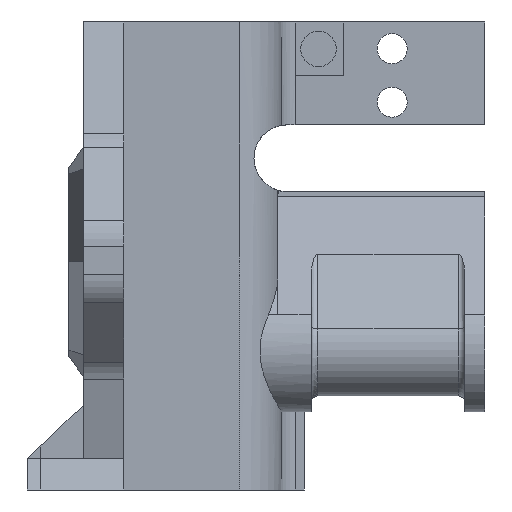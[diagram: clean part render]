
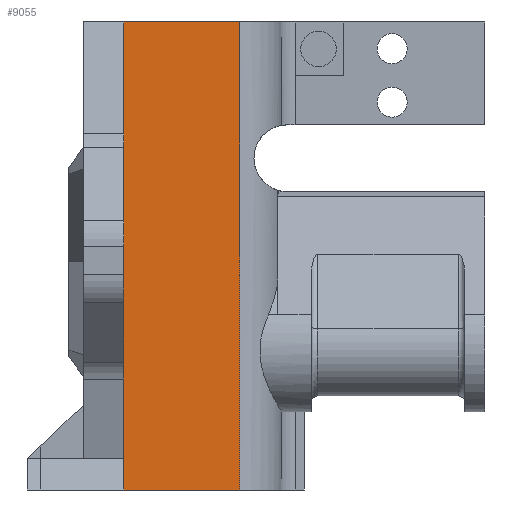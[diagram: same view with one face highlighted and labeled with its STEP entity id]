
A CAD part, front view. The second image highlights one B-rep face of the part: STEP entity #9055.
In plain terms, the highlighted planar face has unit normal (0, -1, 0).
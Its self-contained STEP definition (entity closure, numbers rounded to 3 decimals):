
#843 = PLANE('',#844);
#844 = AXIS2_PLACEMENT_3D('',#845,#846,#847);
#845 = CARTESIAN_POINT('',(-91.011,12.868,72.392));
#846 = DIRECTION('',(-0.,-0.,-1.));
#847 = DIRECTION('',(-1.,0.,0.));
#899 = PLANE('',#900);
#900 = AXIS2_PLACEMENT_3D('',#901,#902,#903);
#901 = CARTESIAN_POINT('',(-91.011,12.868,2.392));
#902 = DIRECTION('',(-0.,-0.,-1.));
#903 = DIRECTION('',(-1.,0.,0.));
#3018 = VERTEX_POINT('',#3019);
#3019 = CARTESIAN_POINT('',(-85.768,17.711,2.392));
#3038 = CYLINDRICAL_SURFACE('',#3039,13.397);
#3039 = AXIS2_PLACEMENT_3D('',#3040,#3041,#3042);
#3040 = CARTESIAN_POINT('',(-92.986,28.997,2.392));
#3041 = DIRECTION('',(-0.,-0.,-1.));
#3042 = DIRECTION('',(1.,0.,0.));
#3050 = EDGE_CURVE('',#3018,#3051,#3053,.T.);
#3051 = VERTEX_POINT('',#3052);
#3052 = CARTESIAN_POINT('',(-103.099,17.711,2.392));
#3053 = SURFACE_CURVE('',#3054,(#3058,#3064),.PCURVE_S1.);
#3054 = LINE('',#3055,#3056);
#3055 = CARTESIAN_POINT('',(-97.055,17.711,2.392));
#3056 = VECTOR('',#3057,1.);
#3057 = DIRECTION('',(-1.,0.,0.));
#3058 = PCURVE('',#899,#3059);
#3059 = DEFINITIONAL_REPRESENTATION('',(#3060),#3063);
#3060 = B_SPLINE_CURVE_WITH_KNOTS('',1,(#3061,#3062),.UNSPECIFIED.,.F.,
  .F.,(2,2),(-23.879,8.764),.PIECEWISE_BEZIER_KNOTS.);
#3061 = CARTESIAN_POINT('',(-17.835,4.843));
#3062 = CARTESIAN_POINT('',(14.808,4.843));
#3063 = ( GEOMETRIC_REPRESENTATION_CONTEXT(2) 
PARAMETRIC_REPRESENTATION_CONTEXT() REPRESENTATION_CONTEXT('2D SPACE',''
  ) );
#3064 = PCURVE('',#3065,#3070);
#3065 = PLANE('',#3066);
#3066 = AXIS2_PLACEMENT_3D('',#3067,#3068,#3069);
#3067 = CARTESIAN_POINT('',(-103.099,17.711,72.392));
#3068 = DIRECTION('',(0.,-1.,0.));
#3069 = DIRECTION('',(1.,0.,0.));
#3070 = DEFINITIONAL_REPRESENTATION('',(#3071),#3074);
#3071 = B_SPLINE_CURVE_WITH_KNOTS('',1,(#3072,#3073),.UNSPECIFIED.,.F.,
  .F.,(2,2),(-23.879,8.764),.PIECEWISE_BEZIER_KNOTS.);
#3072 = CARTESIAN_POINT('',(29.923,-70.));
#3073 = CARTESIAN_POINT('',(-2.72,-70.));
#3074 = ( GEOMETRIC_REPRESENTATION_CONTEXT(2) 
PARAMETRIC_REPRESENTATION_CONTEXT() REPRESENTATION_CONTEXT('2D SPACE',''
  ) );
#3091 = PLANE('',#3092);
#3092 = AXIS2_PLACEMENT_3D('',#3093,#3094,#3095);
#3093 = CARTESIAN_POINT('',(-103.099,0.73,72.392));
#3094 = DIRECTION('',(1.,0.,0.));
#3095 = DIRECTION('',(0.,1.,0.));
#3627 = VERTEX_POINT('',#3628);
#3628 = CARTESIAN_POINT('',(-85.768,17.711,72.392));
#3654 = EDGE_CURVE('',#3655,#3627,#3657,.T.);
#3655 = VERTEX_POINT('',#3656);
#3656 = CARTESIAN_POINT('',(-103.099,17.711,72.392));
#3657 = SURFACE_CURVE('',#3658,(#3662,#3669),.PCURVE_S1.);
#3658 = LINE('',#3659,#3660);
#3659 = CARTESIAN_POINT('',(-103.099,17.711,72.392));
#3660 = VECTOR('',#3661,1.);
#3661 = DIRECTION('',(1.,0.,0.));
#3662 = PCURVE('',#843,#3663);
#3663 = DEFINITIONAL_REPRESENTATION('',(#3664),#3668);
#3664 = LINE('',#3665,#3666);
#3665 = CARTESIAN_POINT('',(12.088,4.843));
#3666 = VECTOR('',#3667,1.);
#3667 = DIRECTION('',(-1.,0.));
#3668 = ( GEOMETRIC_REPRESENTATION_CONTEXT(2) 
PARAMETRIC_REPRESENTATION_CONTEXT() REPRESENTATION_CONTEXT('2D SPACE',''
  ) );
#3669 = PCURVE('',#3065,#3670);
#3670 = DEFINITIONAL_REPRESENTATION('',(#3671),#3675);
#3671 = LINE('',#3672,#3673);
#3672 = CARTESIAN_POINT('',(0.,0.));
#3673 = VECTOR('',#3674,1.);
#3674 = DIRECTION('',(1.,0.));
#3675 = ( GEOMETRIC_REPRESENTATION_CONTEXT(2) 
PARAMETRIC_REPRESENTATION_CONTEXT() REPRESENTATION_CONTEXT('2D SPACE',''
  ) );
#3693 = PLANE('',#3694);
#3694 = AXIS2_PLACEMENT_3D('',#3695,#3696,#3697);
#3695 = CARTESIAN_POINT('',(-103.099,0.73,72.392));
#3696 = DIRECTION('',(1.,0.,0.));
#3697 = DIRECTION('',(0.,1.,0.));
#9009 = EDGE_CURVE('',#9010,#3051,#9012,.T.);
#9010 = VERTEX_POINT('',#9011);
#9011 = CARTESIAN_POINT('',(-103.099,17.711,10.241));
#9012 = SURFACE_CURVE('',#9013,(#9017,#9024),.PCURVE_S1.);
#9013 = LINE('',#9014,#9015);
#9014 = CARTESIAN_POINT('',(-103.099,17.711,72.392));
#9015 = VECTOR('',#9016,1.);
#9016 = DIRECTION('',(-0.,-0.,-1.));
#9017 = PCURVE('',#3091,#9018);
#9018 = DEFINITIONAL_REPRESENTATION('',(#9019),#9023);
#9019 = LINE('',#9020,#9021);
#9020 = CARTESIAN_POINT('',(16.981,0.));
#9021 = VECTOR('',#9022,1.);
#9022 = DIRECTION('',(0.,-1.));
#9023 = ( GEOMETRIC_REPRESENTATION_CONTEXT(2) 
PARAMETRIC_REPRESENTATION_CONTEXT() REPRESENTATION_CONTEXT('2D SPACE',''
  ) );
#9024 = PCURVE('',#3065,#9025);
#9025 = DEFINITIONAL_REPRESENTATION('',(#9026),#9030);
#9026 = LINE('',#9027,#9028);
#9027 = CARTESIAN_POINT('',(0.,0.));
#9028 = VECTOR('',#9029,1.);
#9029 = DIRECTION('',(0.,-1.));
#9030 = ( GEOMETRIC_REPRESENTATION_CONTEXT(2) 
PARAMETRIC_REPRESENTATION_CONTEXT() REPRESENTATION_CONTEXT('2D SPACE',''
  ) );
#9055 = ADVANCED_FACE('',(#9056),#3065,.T.);
#9056 = FACE_BOUND('',#9057,.T.);
#9057 = EDGE_LOOP('',(#9058,#9059,#9082,#9110,#9138,#9164,#9165,#9166));
#9058 = ORIENTED_EDGE('',*,*,#3654,.F.);
#9059 = ORIENTED_EDGE('',*,*,#9060,.T.);
#9060 = EDGE_CURVE('',#3655,#9061,#9063,.T.);
#9061 = VERTEX_POINT('',#9062);
#9062 = CARTESIAN_POINT('',(-103.099,17.711,62.72));
#9063 = SURFACE_CURVE('',#9064,(#9068,#9075),.PCURVE_S1.);
#9064 = LINE('',#9065,#9066);
#9065 = CARTESIAN_POINT('',(-103.099,17.711,72.392));
#9066 = VECTOR('',#9067,1.);
#9067 = DIRECTION('',(-0.,-0.,-1.));
#9068 = PCURVE('',#3065,#9069);
#9069 = DEFINITIONAL_REPRESENTATION('',(#9070),#9074);
#9070 = LINE('',#9071,#9072);
#9071 = CARTESIAN_POINT('',(0.,0.));
#9072 = VECTOR('',#9073,1.);
#9073 = DIRECTION('',(0.,-1.));
#9074 = ( GEOMETRIC_REPRESENTATION_CONTEXT(2) 
PARAMETRIC_REPRESENTATION_CONTEXT() REPRESENTATION_CONTEXT('2D SPACE',''
  ) );
#9075 = PCURVE('',#3693,#9076);
#9076 = DEFINITIONAL_REPRESENTATION('',(#9077),#9081);
#9077 = LINE('',#9078,#9079);
#9078 = CARTESIAN_POINT('',(16.981,0.));
#9079 = VECTOR('',#9080,1.);
#9080 = DIRECTION('',(0.,-1.));
#9081 = ( GEOMETRIC_REPRESENTATION_CONTEXT(2) 
PARAMETRIC_REPRESENTATION_CONTEXT() REPRESENTATION_CONTEXT('2D SPACE',''
  ) );
#9082 = ORIENTED_EDGE('',*,*,#9083,.T.);
#9083 = EDGE_CURVE('',#9061,#9084,#9086,.T.);
#9084 = VERTEX_POINT('',#9085);
#9085 = CARTESIAN_POINT('',(-103.099,17.711,60.207));
#9086 = SURFACE_CURVE('',#9087,(#9091,#9098),.PCURVE_S1.);
#9087 = LINE('',#9088,#9089);
#9088 = CARTESIAN_POINT('',(-103.099,17.711,72.392));
#9089 = VECTOR('',#9090,1.);
#9090 = DIRECTION('',(-0.,-0.,-1.));
#9091 = PCURVE('',#3065,#9092);
#9092 = DEFINITIONAL_REPRESENTATION('',(#9093),#9097);
#9093 = LINE('',#9094,#9095);
#9094 = CARTESIAN_POINT('',(0.,0.));
#9095 = VECTOR('',#9096,1.);
#9096 = DIRECTION('',(0.,-1.));
#9097 = ( GEOMETRIC_REPRESENTATION_CONTEXT(2) 
PARAMETRIC_REPRESENTATION_CONTEXT() REPRESENTATION_CONTEXT('2D SPACE',''
  ) );
#9098 = PCURVE('',#9099,#9104);
#9099 = PLANE('',#9100);
#9100 = AXIS2_PLACEMENT_3D('',#9101,#9102,#9103);
#9101 = CARTESIAN_POINT('',(-103.099,12.357,61.464));
#9102 = DIRECTION('',(1.,0.,0.));
#9103 = DIRECTION('',(0.,0.,1.));
#9104 = DEFINITIONAL_REPRESENTATION('',(#9105),#9109);
#9105 = LINE('',#9106,#9107);
#9106 = CARTESIAN_POINT('',(10.929,-5.354));
#9107 = VECTOR('',#9108,1.);
#9108 = DIRECTION('',(-1.,0.));
#9109 = ( GEOMETRIC_REPRESENTATION_CONTEXT(2) 
PARAMETRIC_REPRESENTATION_CONTEXT() REPRESENTATION_CONTEXT('2D SPACE',''
  ) );
#9110 = ORIENTED_EDGE('',*,*,#9111,.T.);
#9111 = EDGE_CURVE('',#9084,#9112,#9114,.T.);
#9112 = VERTEX_POINT('',#9113);
#9113 = CARTESIAN_POINT('',(-103.099,17.711,12.613));
#9114 = SURFACE_CURVE('',#9115,(#9119,#9126),.PCURVE_S1.);
#9115 = LINE('',#9116,#9117);
#9116 = CARTESIAN_POINT('',(-103.099,17.711,72.392));
#9117 = VECTOR('',#9118,1.);
#9118 = DIRECTION('',(-0.,-0.,-1.));
#9119 = PCURVE('',#3065,#9120);
#9120 = DEFINITIONAL_REPRESENTATION('',(#9121),#9125);
#9121 = LINE('',#9122,#9123);
#9122 = CARTESIAN_POINT('',(0.,0.));
#9123 = VECTOR('',#9124,1.);
#9124 = DIRECTION('',(0.,-1.));
#9125 = ( GEOMETRIC_REPRESENTATION_CONTEXT(2) 
PARAMETRIC_REPRESENTATION_CONTEXT() REPRESENTATION_CONTEXT('2D SPACE',''
  ) );
#9126 = PCURVE('',#9127,#9132);
#9127 = PLANE('',#9128);
#9128 = AXIS2_PLACEMENT_3D('',#9129,#9130,#9131);
#9129 = CARTESIAN_POINT('',(-103.099,0.73,72.392));
#9130 = DIRECTION('',(1.,0.,0.));
#9131 = DIRECTION('',(0.,1.,0.));
#9132 = DEFINITIONAL_REPRESENTATION('',(#9133),#9137);
#9133 = LINE('',#9134,#9135);
#9134 = CARTESIAN_POINT('',(16.981,0.));
#9135 = VECTOR('',#9136,1.);
#9136 = DIRECTION('',(0.,-1.));
#9137 = ( GEOMETRIC_REPRESENTATION_CONTEXT(2) 
PARAMETRIC_REPRESENTATION_CONTEXT() REPRESENTATION_CONTEXT('2D SPACE',''
  ) );
#9138 = ORIENTED_EDGE('',*,*,#9139,.T.);
#9139 = EDGE_CURVE('',#9112,#9010,#9140,.T.);
#9140 = SURFACE_CURVE('',#9141,(#9145,#9152),.PCURVE_S1.);
#9141 = LINE('',#9142,#9143);
#9142 = CARTESIAN_POINT('',(-103.099,17.711,72.392));
#9143 = VECTOR('',#9144,1.);
#9144 = DIRECTION('',(-0.,-0.,-1.));
#9145 = PCURVE('',#3065,#9146);
#9146 = DEFINITIONAL_REPRESENTATION('',(#9147),#9151);
#9147 = LINE('',#9148,#9149);
#9148 = CARTESIAN_POINT('',(0.,0.));
#9149 = VECTOR('',#9150,1.);
#9150 = DIRECTION('',(0.,-1.));
#9151 = ( GEOMETRIC_REPRESENTATION_CONTEXT(2) 
PARAMETRIC_REPRESENTATION_CONTEXT() REPRESENTATION_CONTEXT('2D SPACE',''
  ) );
#9152 = PCURVE('',#9153,#9158);
#9153 = PLANE('',#9154);
#9154 = AXIS2_PLACEMENT_3D('',#9155,#9156,#9157);
#9155 = CARTESIAN_POINT('',(-103.099,12.341,11.427));
#9156 = DIRECTION('',(1.,0.,0.));
#9157 = DIRECTION('',(0.,0.,1.));
#9158 = DEFINITIONAL_REPRESENTATION('',(#9159),#9163);
#9159 = LINE('',#9160,#9161);
#9160 = CARTESIAN_POINT('',(60.965,-5.371));
#9161 = VECTOR('',#9162,1.);
#9162 = DIRECTION('',(-1.,0.));
#9163 = ( GEOMETRIC_REPRESENTATION_CONTEXT(2) 
PARAMETRIC_REPRESENTATION_CONTEXT() REPRESENTATION_CONTEXT('2D SPACE',''
  ) );
#9164 = ORIENTED_EDGE('',*,*,#9009,.T.);
#9165 = ORIENTED_EDGE('',*,*,#3050,.F.);
#9166 = ORIENTED_EDGE('',*,*,#9167,.F.);
#9167 = EDGE_CURVE('',#3627,#3018,#9168,.T.);
#9168 = SURFACE_CURVE('',#9169,(#9173,#9179),.PCURVE_S1.);
#9169 = LINE('',#9170,#9171);
#9170 = CARTESIAN_POINT('',(-85.768,17.711,2.392));
#9171 = VECTOR('',#9172,1.);
#9172 = DIRECTION('',(-0.,-0.,-1.));
#9173 = PCURVE('',#3065,#9174);
#9174 = DEFINITIONAL_REPRESENTATION('',(#9175),#9178);
#9175 = B_SPLINE_CURVE_WITH_KNOTS('',1,(#9176,#9177),.UNSPECIFIED.,.F.,
  .F.,(2,2),(-70.,0.),.PIECEWISE_BEZIER_KNOTS.);
#9176 = CARTESIAN_POINT('',(17.331,0.));
#9177 = CARTESIAN_POINT('',(17.331,-70.));
#9178 = ( GEOMETRIC_REPRESENTATION_CONTEXT(2) 
PARAMETRIC_REPRESENTATION_CONTEXT() REPRESENTATION_CONTEXT('2D SPACE',''
  ) );
#9179 = PCURVE('',#3038,#9180);
#9180 = DEFINITIONAL_REPRESENTATION('',(#9181),#9184);
#9181 = B_SPLINE_CURVE_WITH_KNOTS('',1,(#9182,#9183),.UNSPECIFIED.,.F.,
  .F.,(2,2),(-70.,0.),.PIECEWISE_BEZIER_KNOTS.);
#9182 = CARTESIAN_POINT('',(-5.281,-70.));
#9183 = CARTESIAN_POINT('',(-5.281,0.));
#9184 = ( GEOMETRIC_REPRESENTATION_CONTEXT(2) 
PARAMETRIC_REPRESENTATION_CONTEXT() REPRESENTATION_CONTEXT('2D SPACE',''
  ) );
